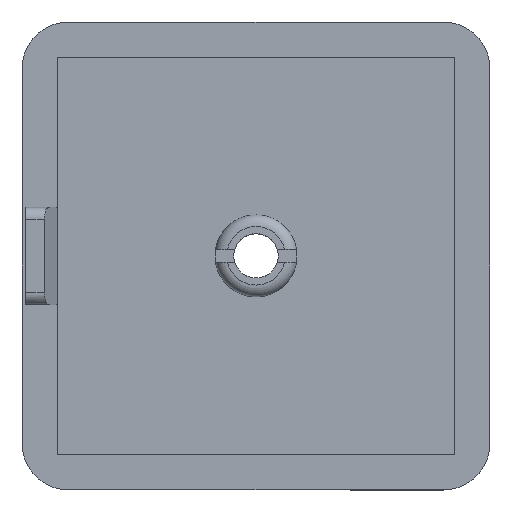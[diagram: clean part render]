
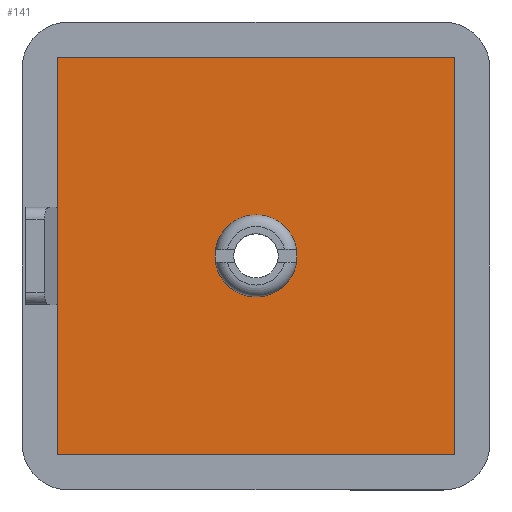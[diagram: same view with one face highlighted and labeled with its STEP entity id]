
A CAD part, top view. The second image highlights one B-rep face of the part: STEP entity #141.
In plain terms, the highlighted planar face has unit normal (0, 0, 1).
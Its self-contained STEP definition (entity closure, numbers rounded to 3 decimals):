
#48 = VERTEX_POINT ( 'NONE', #765 ) ;
#58 = AXIS2_PLACEMENT_3D ( 'NONE', #391, #254, #128 ) ;
#100 = CARTESIAN_POINT ( 'NONE',  ( 17., 17., 3. ) ) ;
#128 = DIRECTION ( 'NONE',  ( 1., 0., 0. ) ) ;
#141 = ADVANCED_FACE ( 'NONE', ( #222, #190 ), #1245, .T. ) ;
#190 = FACE_BOUND ( 'NONE', #634, .T. ) ;
#222 = FACE_OUTER_BOUND ( 'NONE', #636, .T. ) ;
#246 = VERTEX_POINT ( 'NONE', #1093 ) ;
#254 = DIRECTION ( 'NONE',  ( 0., 0., 1. ) ) ;
#290 = DIRECTION ( 'NONE',  ( 1., 0., 0. ) ) ;
#296 = DIRECTION ( 'NONE',  ( 0., 0., 1. ) ) ;
#300 = CARTESIAN_POINT ( 'NONE',  ( 0., 0., 3. ) ) ;
#347 = DIRECTION ( 'NONE',  ( -1., 0., 0. ) ) ;
#348 = DIRECTION ( 'NONE',  ( 0., 1., 0. ) ) ;
#349 = CARTESIAN_POINT ( 'NONE',  ( -17., 17., 3. ) ) ;
#352 = CARTESIAN_POINT ( 'NONE',  ( 17., 17., 3. ) ) ;
#357 = DIRECTION ( 'NONE',  ( 1., 0., 0. ) ) ;
#360 = CARTESIAN_POINT ( 'NONE',  ( -17., -17., 3. ) ) ;
#364 = DIRECTION ( 'NONE',  ( 0., -1., 0. ) ) ;
#391 = CARTESIAN_POINT ( 'NONE',  ( 0., 0., 3. ) ) ;
#397 = CARTESIAN_POINT ( 'NONE',  ( -17., 17., 3. ) ) ;
#418 = CARTESIAN_POINT ( 'NONE',  ( -3.5, 0., 3. ) ) ;
#485 = EDGE_CURVE ( 'NONE', #966, #48, #1426, .T. ) ;
#501 = EDGE_CURVE ( 'NONE', #48, #246, #1408, .T. ) ;
#507 = CARTESIAN_POINT ( 'NONE',  ( -17., 17., 3. ) ) ;
#525 = EDGE_CURVE ( 'NONE', #246, #723, #1396, .T. ) ;
#528 = ORIENTED_EDGE ( 'NONE', *, *, #549, .F. ) ;
#533 = EDGE_CURVE ( 'NONE', #723, #966, #1422, .T. ) ;
#549 = EDGE_CURVE ( 'NONE', #786, #1064, #1407, .T. ) ;
#634 = EDGE_LOOP ( 'NONE', ( #528, #1349 ) ) ;
#636 = EDGE_LOOP ( 'NONE', ( #1329, #1332, #1334, #1335 ) ) ;
#723 = VERTEX_POINT ( 'NONE', #100 ) ;
#735 = AXIS2_PLACEMENT_3D ( 'NONE', #1276, #1297, #1229 ) ;
#765 = CARTESIAN_POINT ( 'NONE',  ( -17., -17., 3. ) ) ;
#786 = VERTEX_POINT ( 'NONE', #418 ) ;
#966 = VERTEX_POINT ( 'NONE', #507 ) ;
#1020 = CIRCLE ( 'NONE', #58, 3.5 ) ;
#1064 = VERTEX_POINT ( 'NONE', #1318 ) ;
#1085 = AXIS2_PLACEMENT_3D ( 'NONE', #300, #296, #290 ) ;
#1093 = CARTESIAN_POINT ( 'NONE',  ( 17., -17., 3. ) ) ;
#1229 = DIRECTION ( 'NONE',  ( 1., 0., 0. ) ) ;
#1245 = PLANE ( 'NONE',  #735 ) ;
#1276 = CARTESIAN_POINT ( 'NONE',  ( -17., -17., 3. ) ) ;
#1297 = DIRECTION ( 'NONE',  ( 0., 0., 1. ) ) ;
#1318 = CARTESIAN_POINT ( 'NONE',  ( 3.5, 0., 3. ) ) ;
#1329 = ORIENTED_EDGE ( 'NONE', *, *, #485, .T. ) ;
#1332 = ORIENTED_EDGE ( 'NONE', *, *, #501, .T. ) ;
#1334 = ORIENTED_EDGE ( 'NONE', *, *, #525, .T. ) ;
#1335 = ORIENTED_EDGE ( 'NONE', *, *, #533, .T. ) ;
#1349 = ORIENTED_EDGE ( 'NONE', *, *, #1484, .F. ) ;
#1392 = VECTOR ( 'NONE', #348, 1000. ) ;
#1396 = LINE ( 'NONE', #352, #1392 ) ;
#1403 = VECTOR ( 'NONE', #347, 1000. ) ;
#1405 = VECTOR ( 'NONE', #357, 1000. ) ;
#1407 = CIRCLE ( 'NONE', #1085, 3.5 ) ;
#1408 = LINE ( 'NONE', #360, #1405 ) ;
#1413 = VECTOR ( 'NONE', #364, 1000. ) ;
#1422 = LINE ( 'NONE', #349, #1403 ) ;
#1426 = LINE ( 'NONE', #397, #1413 ) ;
#1484 = EDGE_CURVE ( 'NONE', #1064, #786, #1020, .T. ) ;
